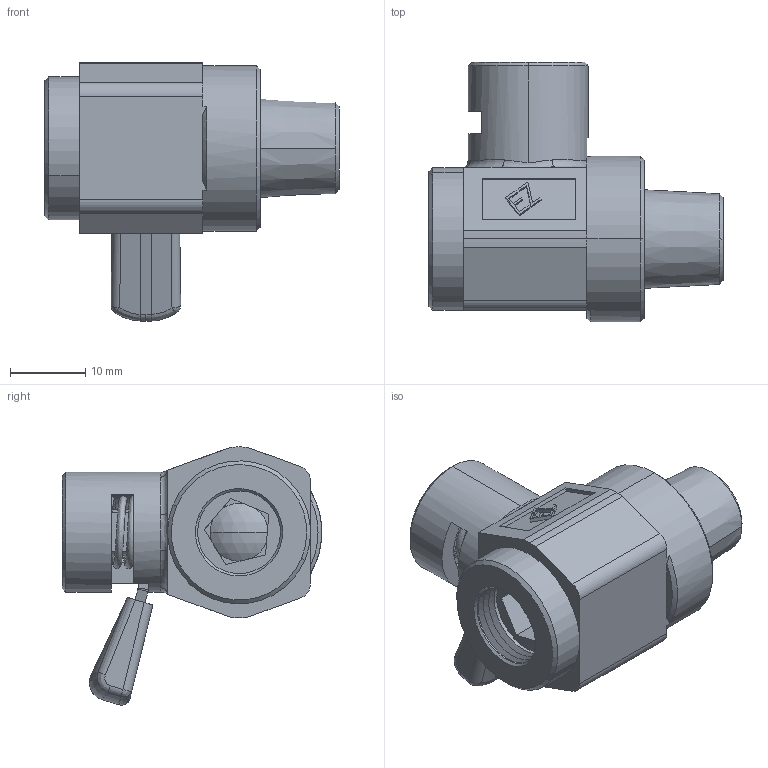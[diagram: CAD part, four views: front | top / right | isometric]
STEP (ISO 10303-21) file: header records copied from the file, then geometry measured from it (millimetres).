
FILE_DESCRIPTION (( 'STEP AP203' ), '1' );
FILE_NAME ('EZ-S1-NPT.STEP', '2015-10-30T03:07:41', ( '微软用户' ), ( '微软中国' ), 'SwSTEP 2.0', 'SolidWorks 2010', '' );
FILE_SCHEMA (( 'CONFIG_CONTROL_DESIGN' ));
Length unit declared in the file: millimetre
Products named in the file (10): ﾐ｡ｵｯｻﾉ_1_4_1_2; ｷｧｸﾋ_4_1_2; EZ-S1-NPT; 115概极_3; ﾐ｡ﾊﾖｱ銈4_1_2; Cñ_3_2; 球座1_4_1_2; ｿｨｻﾉ_4_1_2; ｵ貳ｬ_4_1_2; 球体10
Assembly tree (10 placements, depth 2):
  EZ-S1-NPT
    ﾐ｡ﾊﾖｱ銈4_1_2
    球座1_4_1_2  x2
    ﾐ｡ｵｯｻﾉ_1_4_1_2
    Cñ_3_2
    球体10
    115概极_3
    ｵ貳ｬ_4_1_2
    ｿｨｻﾉ_4_1_2
    ｷｧｸﾋ_4_1_2
Bounding box: 39.1 x 34.5 x 34.31 mm (x, y, z)
Volume: 11657 mm3; surface area: 9874.9 mm2
Topology: 10 solids, 11 shells, 298 faces, 734 edges, 469 vertices
Faces by surface type: plane 122, cylinder 93, cone 39, bspline 30, torus 12, sphere 2
Entity records: 13914 total; most frequent: CARTESIAN_POINT 5935, ORIENTED_EDGE 1439, DIRECTION 1430, EDGE_CURVE 721, AXIS2_PLACEMENT_3D 541, VERTEX_POINT 462, LINE 348, VECTOR 348
